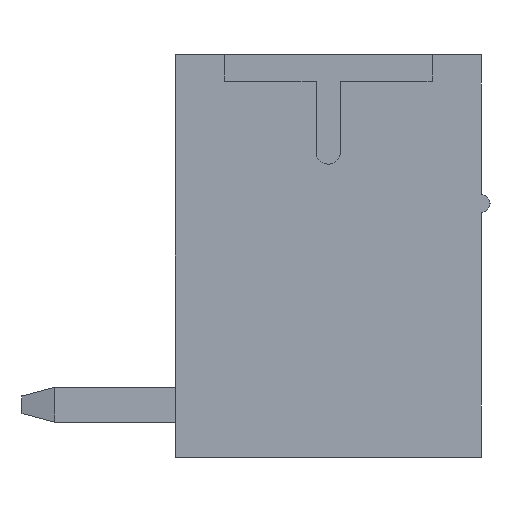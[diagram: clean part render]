
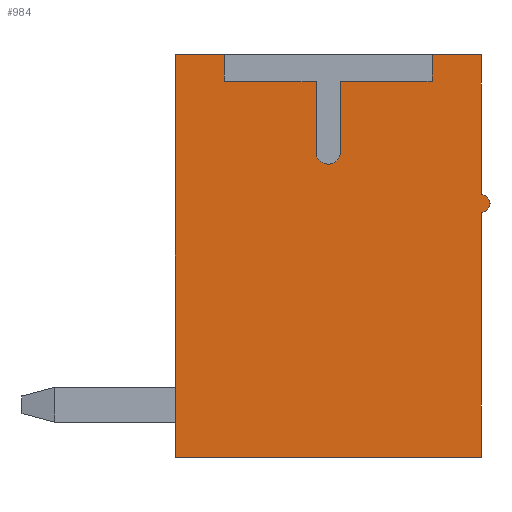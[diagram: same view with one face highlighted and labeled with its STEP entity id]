
A CAD part, left-side view. The second image highlights one B-rep face of the part: STEP entity #984.
In plain terms, the highlighted planar face has unit normal (-1, 0, 0).
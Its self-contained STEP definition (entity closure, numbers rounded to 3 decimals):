
#984 = ADVANCED_FACE( '', ( #2011 ), #2012, .F. );
#2011 = FACE_OUTER_BOUND( '', #3086, .T. );
#2012 = PLANE( '', #3087 );
#3086 = EDGE_LOOP( '', ( #5863, #5864, #5865, #5866, #5867, #5868, #5869, #5870, #5871, #5872, #5873, #5874, #5875, #5876 ) );
#3087 = AXIS2_PLACEMENT_3D( '', #5877, #5878, #5879 );
#5863 = ORIENTED_EDGE( '', *, *, #6938, .T. );
#5864 = ORIENTED_EDGE( '', *, *, #7344, .T. );
#5865 = ORIENTED_EDGE( '', *, *, #7488, .T. );
#5866 = ORIENTED_EDGE( '', *, *, #7494, .T. );
#5867 = ORIENTED_EDGE( '', *, *, #6639, .T. );
#5868 = ORIENTED_EDGE( '', *, *, #7714, .T. );
#5869 = ORIENTED_EDGE( '', *, *, #7776, .T. );
#5870 = ORIENTED_EDGE( '', *, *, #6935, .T. );
#5871 = ORIENTED_EDGE( '', *, *, #7044, .T. );
#5872 = ORIENTED_EDGE( '', *, *, #7346, .T. );
#5873 = ORIENTED_EDGE( '', *, *, #7419, .T. );
#5874 = ORIENTED_EDGE( '', *, *, #6899, .T. );
#5875 = ORIENTED_EDGE( '', *, *, #6802, .T. );
#5876 = ORIENTED_EDGE( '', *, *, #6652, .T. );
#5877 = CARTESIAN_POINT( '', ( -13.78, 0., 2.375 ) );
#5878 = DIRECTION( '', ( 1., 0., 0. ) );
#5879 = DIRECTION( '', ( 0., 0., -1. ) );
#6639 = EDGE_CURVE( '', #7958, #7956, #7959, .T. );
#6652 = EDGE_CURVE( '', #7980, #7981, #7982, .F. );
#6802 = EDGE_CURVE( '', #8254, #7980, #8255, .T. );
#6899 = EDGE_CURVE( '', #8416, #8254, #8417, .T. );
#6935 = EDGE_CURVE( '', #8482, #8480, #8483, .T. );
#6938 = EDGE_CURVE( '', #7981, #8486, #8487, .T. );
#7044 = EDGE_CURVE( '', #8480, #8658, #8660, .T. );
#7344 = EDGE_CURVE( '', #8486, #9118, #9120, .T. );
#7346 = EDGE_CURVE( '', #8658, #9121, #9123, .T. );
#7419 = EDGE_CURVE( '', #9121, #8416, #9236, .T. );
#7488 = EDGE_CURVE( '', #9118, #9331, #9333, .T. );
#7494 = EDGE_CURVE( '', #9331, #7958, #9341, .T. );
#7714 = EDGE_CURVE( '', #7956, #9623, #9625, .T. );
#7776 = EDGE_CURVE( '', #9623, #8482, #9697, .T. );
#7956 = VERTEX_POINT( '', #9907 );
#7958 = VERTEX_POINT( '', #9910 );
#7959 = LINE( '', #9911, #9912 );
#7980 = VERTEX_POINT( '', #9942 );
#7981 = VERTEX_POINT( '', #9943 );
#7982 = CIRCLE( '', #9944, 0.2 );
#8254 = VERTEX_POINT( '', #10331 );
#8255 = LINE( '', #10332, #10333 );
#8416 = VERTEX_POINT( '', #10562 );
#8417 = LINE( '', #10563, #10564 );
#8480 = VERTEX_POINT( '', #10659 );
#8482 = VERTEX_POINT( '', #10662 );
#8483 = LINE( '', #10663, #10664 );
#8486 = VERTEX_POINT( '', #10668 );
#8487 = LINE( '', #10669, #10670 );
#8658 = VERTEX_POINT( '', #10917 );
#8660 = LINE( '', #10920, #10921 );
#9118 = VERTEX_POINT( '', #11589 );
#9120 = LINE( '', #11592, #11593 );
#9121 = VERTEX_POINT( '', #11594 );
#9123 = LINE( '', #11597, #11598 );
#9236 = LINE( '', #11776, #11777 );
#9331 = VERTEX_POINT( '', #11929 );
#9333 = LINE( '', #11932, #11933 );
#9341 = LINE( '', #11944, #11945 );
#9623 = VERTEX_POINT( '', #12367 );
#9625 = CIRCLE( '', #12370, 0.275 );
#9697 = LINE( '', #12475, #12476 );
#9907 = CARTESIAN_POINT( '', ( -13.78, -0.275, 2.375 ) );
#9910 = CARTESIAN_POINT( '', ( -13.78, -0.275, 4. ) );
#9911 = CARTESIAN_POINT( '', ( -13.78, -0.275, 4. ) );
#9912 = VECTOR( '', #12668, 1000. );
#9942 = CARTESIAN_POINT( '', ( -13.78, -3.5, 1. ) );
#9943 = CARTESIAN_POINT( '', ( -13.78, -3.5, 1.4 ) );
#9944 = AXIS2_PLACEMENT_3D( '', #12678, #12679, #12680 );
#10331 = CARTESIAN_POINT( '', ( -13.78, -3.5, -4.6 ) );
#10332 = CARTESIAN_POINT( '', ( -13.78, -3.5, -4.6 ) );
#10333 = VECTOR( '', #12832, 1000. );
#10562 = CARTESIAN_POINT( '', ( -13.78, 3.5, -4.6 ) );
#10563 = CARTESIAN_POINT( '', ( -13.78, 3.5, -4.6 ) );
#10564 = VECTOR( '', #12925, 1000. );
#10659 = CARTESIAN_POINT( '', ( -13.78, 2.375, 4. ) );
#10662 = CARTESIAN_POINT( '', ( -13.78, 0.275, 4. ) );
#10663 = CARTESIAN_POINT( '', ( -13.78, 0.275, 4. ) );
#10664 = VECTOR( '', #12959, 1000. );
#10668 = CARTESIAN_POINT( '', ( -13.78, -3.5, 4.6 ) );
#10669 = CARTESIAN_POINT( '', ( -13.78, -3.5, 1.4 ) );
#10670 = VECTOR( '', #12961, 1000. );
#10917 = CARTESIAN_POINT( '', ( -13.78, 2.375, 4.6 ) );
#10920 = CARTESIAN_POINT( '', ( -13.78, 2.375, 4. ) );
#10921 = VECTOR( '', #13054, 1000. );
#11589 = CARTESIAN_POINT( '', ( -13.78, -2.375, 4.6 ) );
#11592 = CARTESIAN_POINT( '', ( -13.78, -3.871, 4.6 ) );
#11593 = VECTOR( '', #13317, 1000. );
#11594 = CARTESIAN_POINT( '', ( -13.78, 3.5, 4.6 ) );
#11597 = CARTESIAN_POINT( '', ( -13.78, 2.375, 4.6 ) );
#11598 = VECTOR( '', #13319, 1000. );
#11776 = CARTESIAN_POINT( '', ( -13.78, 3.5, 4.6 ) );
#11777 = VECTOR( '', #13394, 1000. );
#11929 = CARTESIAN_POINT( '', ( -13.78, -2.375, 4. ) );
#11932 = CARTESIAN_POINT( '', ( -13.78, -2.375, 4.6 ) );
#11933 = VECTOR( '', #13453, 1000. );
#11944 = CARTESIAN_POINT( '', ( -13.78, -2.375, 4. ) );
#11945 = VECTOR( '', #13457, 1000. );
#12367 = CARTESIAN_POINT( '', ( -13.78, 0.275, 2.375 ) );
#12370 = AXIS2_PLACEMENT_3D( '', #13620, #13621, #13622 );
#12475 = CARTESIAN_POINT( '', ( -13.78, 0.275, 2.375 ) );
#12476 = VECTOR( '', #13659, 1000. );
#12668 = DIRECTION( '', ( 0., 0., -1. ) );
#12678 = CARTESIAN_POINT( '', ( -13.78, -3.5, 1.2 ) );
#12679 = DIRECTION( '', ( 1., 0., 0. ) );
#12680 = DIRECTION( '', ( 0., 0., -1. ) );
#12832 = DIRECTION( '', ( 0., 0., 1. ) );
#12925 = DIRECTION( '', ( 0., -1., 0. ) );
#12959 = DIRECTION( '', ( 0., 1., 0. ) );
#12961 = DIRECTION( '', ( 0., 0., 1. ) );
#13054 = DIRECTION( '', ( 0., 0., 1. ) );
#13317 = DIRECTION( '', ( 0., 1., 0. ) );
#13319 = DIRECTION( '', ( 0., 1., 0. ) );
#13394 = DIRECTION( '', ( 0., 0., -1. ) );
#13453 = DIRECTION( '', ( 0., 0., -1. ) );
#13457 = DIRECTION( '', ( 0., 1., 0. ) );
#13620 = CARTESIAN_POINT( '', ( -13.78, 0., 2.375 ) );
#13621 = DIRECTION( '', ( 1., 0., 0. ) );
#13622 = DIRECTION( '', ( 0., -1., 0. ) );
#13659 = DIRECTION( '', ( 0., 0., 1. ) );
